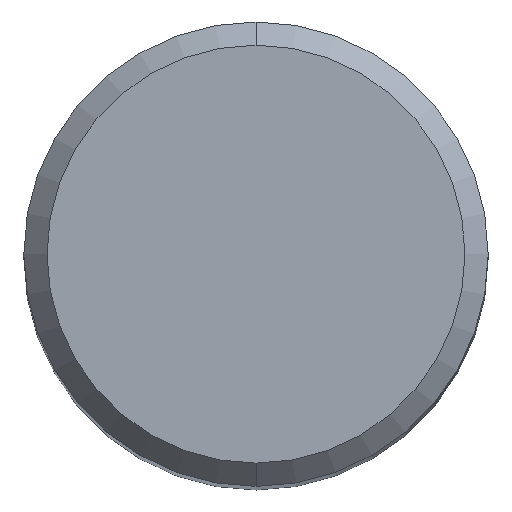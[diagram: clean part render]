
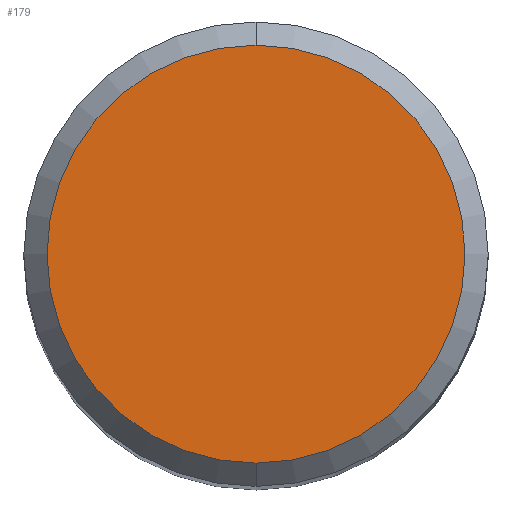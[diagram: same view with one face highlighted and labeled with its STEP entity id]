
A CAD part, top view. The second image highlights one B-rep face of the part: STEP entity #179.
In plain terms, the highlighted planar face has unit normal (0, 0, 1).
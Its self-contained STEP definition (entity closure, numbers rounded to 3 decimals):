
#179=ADVANCED_FACE('',(#486),#487,.T.);
#249=VERTEX_POINT('',#564);
#259=EDGE_CURVE('',#389,#249,#575,.T.);
#343=EDGE_CURVE('',#249,#389,#671,.T.);
#389=VERTEX_POINT('',#721);
#486=FACE_OUTER_BOUND('',#817,.T.);
#487=PLANE('',#818);
#564=CARTESIAN_POINT('',(0.,-4.5,0.0));
#575=CIRCLE('',#996,4.5);
#671=CIRCLE('',#1240,4.5);
#721=CARTESIAN_POINT('',(0.0,4.5,0.0));
#817=EDGE_LOOP('',(#1481,#1482));
#818=AXIS2_PLACEMENT_3D('',#1483,#1484,#1485);
#996=AXIS2_PLACEMENT_3D('',#1596,#1597,#1598);
#1240=AXIS2_PLACEMENT_3D('',#1724,#1725,#1726);
#1481=ORIENTED_EDGE('',*,*,#259,.F.);
#1482=ORIENTED_EDGE('',*,*,#343,.F.);
#1483=CARTESIAN_POINT('',(0.0,2.25,0.0));
#1484=DIRECTION('',(-0.0,0.0,1.0));
#1485=DIRECTION('',(0.0,-1.0,0.0));
#1596=CARTESIAN_POINT('',(0.0,0.0,0.0));
#1597=DIRECTION('',(0.0,0.0,-1.0));
#1598=DIRECTION('',(0.0,1.0,0.0));
#1724=CARTESIAN_POINT('',(0.0,0.0,0.0));
#1725=DIRECTION('',(0.0,0.0,-1.0));
#1726=DIRECTION('',(0.0,1.0,0.0));
